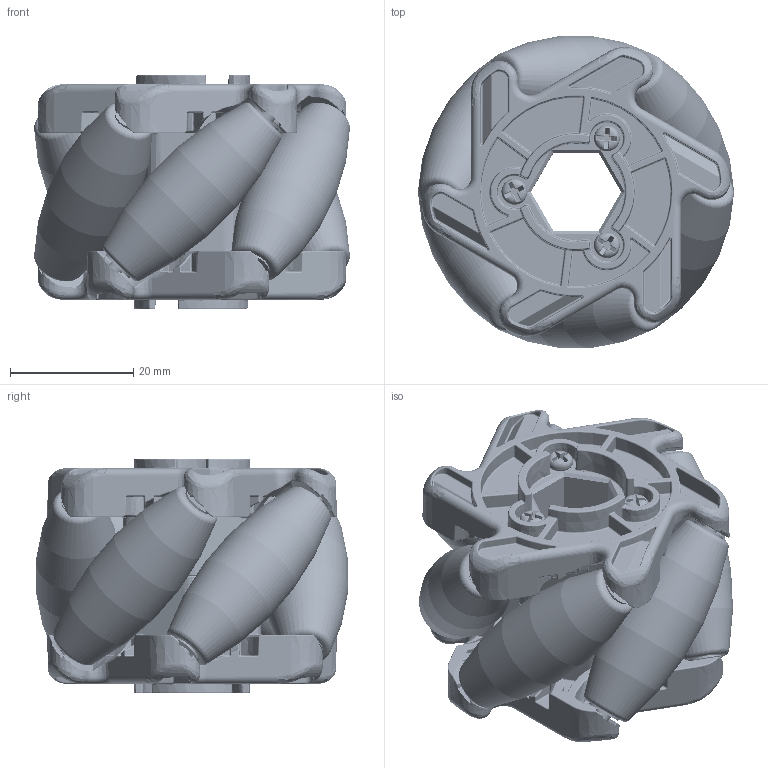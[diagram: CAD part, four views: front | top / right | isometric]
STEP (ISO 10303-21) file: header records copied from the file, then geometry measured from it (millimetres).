
FILE_DESCRIPTION (( 'STEP AP214' ), '1' );
FILE_NAME ('217-7400-LEFT.STEP', '2020-12-17T23:06:28', ( '' ), ( '' ), 'SwSTEP 2.0', 'SolidWorks 2019', '' );
FILE_SCHEMA (( 'AUTOMOTIVE_DESIGN' ));
Length unit declared in the file: millimetre
Products named in the file (19): 217-7409-100 Rev1; 406-3370-007 Rev1; 217-7409-000 Rev2; 217-7400-102 Rev4; 217-7400-LEFT; 217-7400-104 Rev3; 217-7409-101 Rev1; 217-7400-105 Rev1; 217-7400-002 Rev8
Assembly tree (50 placements, depth 4):
  217-7400-LEFT
    217-7400-002 Rev8  x2
    217-7409-000 Rev2
      217-7409-100 Rev1
        217-7400-102 Rev4
        217-7409-101 Rev1
      217-7400-104 Rev3
      217-7400-105 Rev1  x2
    217-7409-000 Rev2
      217-7409-100 Rev1
        217-7400-102 Rev4
        217-7409-101 Rev1
      217-7400-104 Rev3
      217-7400-105 Rev1  x2
    217-7409-000 Rev2
      217-7409-100 Rev1
        217-7400-102 Rev4
        217-7409-101 Rev1
      217-7400-104 Rev3
      217-7400-105 Rev1  x2
    217-7409-000 Rev2
      217-7409-100 Rev1
        217-7400-102 Rev4
        217-7409-101 Rev1
      217-7400-104 Rev3
      217-7400-105 Rev1  x2
    217-7409-000 Rev2
      217-7409-100 Rev1
        217-7400-102 Rev4
        217-7409-101 Rev1
      217-7400-104 Rev3
      217-7400-105 Rev1  x2
    217-7409-000 Rev2
      217-7409-100 Rev1
        217-7400-102 Rev4
        217-7409-101 Rev1
      217-7400-104 Rev3
      217-7400-105 Rev1  x2
    406-3370-007 Rev1  x6
Bounding box: 51.2 x 50.59 x 38.1 mm (x, y, z)
Volume: 40109.9 mm3; surface area: 43166.4 mm2
Topology: 38 solids, 38 shells, 8868 faces, 21036 edges, 11946 vertices
Faces by surface type: bspline 3230, cylinder 2508, plane 1428, sphere 810, torus 606, cone 286
Entity records: 122305 total; most frequent: CARTESIAN_POINT 68560, ORIENTED_EDGE 13024, DIRECTION 8241, EDGE_CURVE 6512, VERTEX_POINT 3751, AXIS2_PLACEMENT_3D 3531, B_SPLINE_CURVE_WITH_KNOTS 3222, EDGE_LOOP 2839
